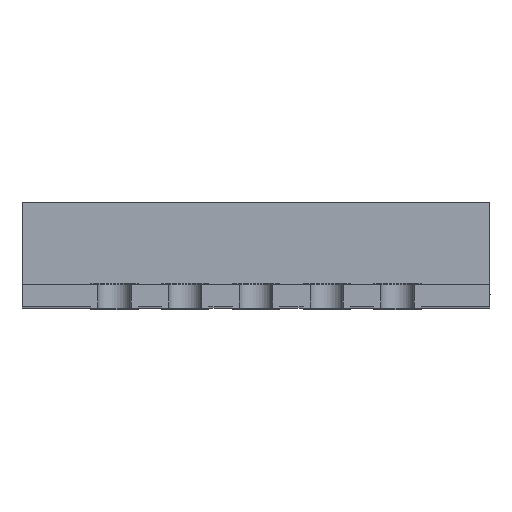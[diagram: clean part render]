
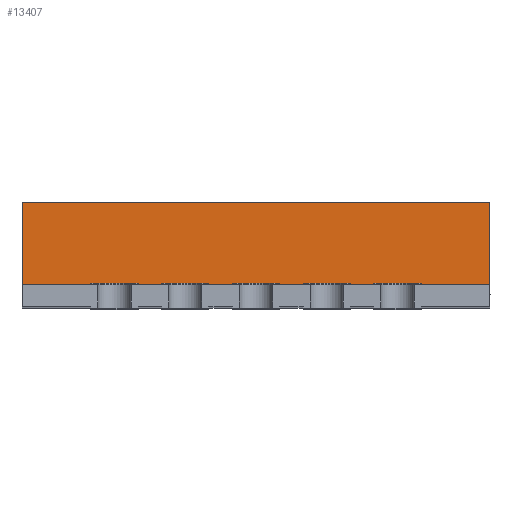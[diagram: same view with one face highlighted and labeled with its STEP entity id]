
A CAD part, top view. The second image highlights one B-rep face of the part: STEP entity #13407.
In plain terms, the highlighted planar face has unit normal (0, 0, 1).
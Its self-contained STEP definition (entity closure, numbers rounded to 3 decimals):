
#2620 = VECTOR ( 'NONE', #4373, 1000. ) ;
#2624 = VECTOR ( 'NONE', #4340, 1000. ) ;
#2633 = VECTOR ( 'NONE', #3289, 1000. ) ;
#2643 = VECTOR ( 'NONE', #3230, 1000. ) ;
#2710 = FACE_OUTER_BOUND ( 'NONE', #16206, .T. ) ;
#2736 = AXIS2_PLACEMENT_3D ( 'NONE', #3465, #3454, #3470 ) ;
#3217 = LINE ( 'NONE', #3218, #2643 ) ;
#3218 = CARTESIAN_POINT ( 'NONE',  ( -8.4, -2.95, 12. ) ) ;
#3230 = DIRECTION ( 'NONE',  ( 1., 0., 0. ) ) ;
#3274 = LINE ( 'NONE', #3311, #2633 ) ;
#3289 = DIRECTION ( 'NONE',  ( 0., 1., 0. ) ) ;
#3311 = CARTESIAN_POINT ( 'NONE',  ( -8.4, -2.95, 12. ) ) ;
#3454 = DIRECTION ( 'NONE',  ( 0., 0., 1. ) ) ;
#3465 = CARTESIAN_POINT ( 'NONE',  ( -8.4, -2.95, 12. ) ) ;
#3467 = PLANE ( 'NONE',  #2736 ) ;
#3470 = DIRECTION ( 'NONE',  ( 1., 0., 0. ) ) ;
#4340 = DIRECTION ( 'NONE',  ( 1., 0., 0. ) ) ;
#4346 = LINE ( 'NONE', #4347, #2624 ) ;
#4347 = CARTESIAN_POINT ( 'NONE',  ( -8.4, 0., 12. ) ) ;
#4373 = DIRECTION ( 'NONE',  ( 0., 1., 0. ) ) ;
#4377 = LINE ( 'NONE', #4378, #2620 ) ;
#4378 = CARTESIAN_POINT ( 'NONE',  ( 8.4, -2.95, 12. ) ) ;
#12721 = VERTEX_POINT ( 'NONE', #17519 ) ;
#12742 = VERTEX_POINT ( 'NONE', #17545 ) ;
#12757 = VERTEX_POINT ( 'NONE', #17551 ) ;
#12771 = VERTEX_POINT ( 'NONE', #17560 ) ;
#13324 = EDGE_CURVE ( 'NONE', #12721, #12742, #4346, .T. ) ;
#13329 = EDGE_CURVE ( 'NONE', #12771, #12742, #4377, .T. ) ;
#13343 = EDGE_CURVE ( 'NONE', #12757, #12771, #3217, .T. ) ;
#13355 = EDGE_CURVE ( 'NONE', #12757, #12721, #3274, .T. ) ;
#13407 = ADVANCED_FACE ( 'NONE', ( #2710 ), #3467, .T. ) ;
#13882 = ORIENTED_EDGE ( 'NONE', *, *, #13329, .T. ) ;
#13884 = ORIENTED_EDGE ( 'NONE', *, *, #13324, .F. ) ;
#13896 = ORIENTED_EDGE ( 'NONE', *, *, #13355, .F. ) ;
#13901 = ORIENTED_EDGE ( 'NONE', *, *, #13343, .T. ) ;
#16206 = EDGE_LOOP ( 'NONE', ( #13884, #13896, #13901, #13882 ) ) ;
#17519 = CARTESIAN_POINT ( 'NONE',  ( -8.4, 0., 12. ) ) ;
#17545 = CARTESIAN_POINT ( 'NONE',  ( 8.4, 0., 12. ) ) ;
#17551 = CARTESIAN_POINT ( 'NONE',  ( -8.4, -2.95, 12. ) ) ;
#17560 = CARTESIAN_POINT ( 'NONE',  ( 8.4, -2.95, 12. ) ) ;
